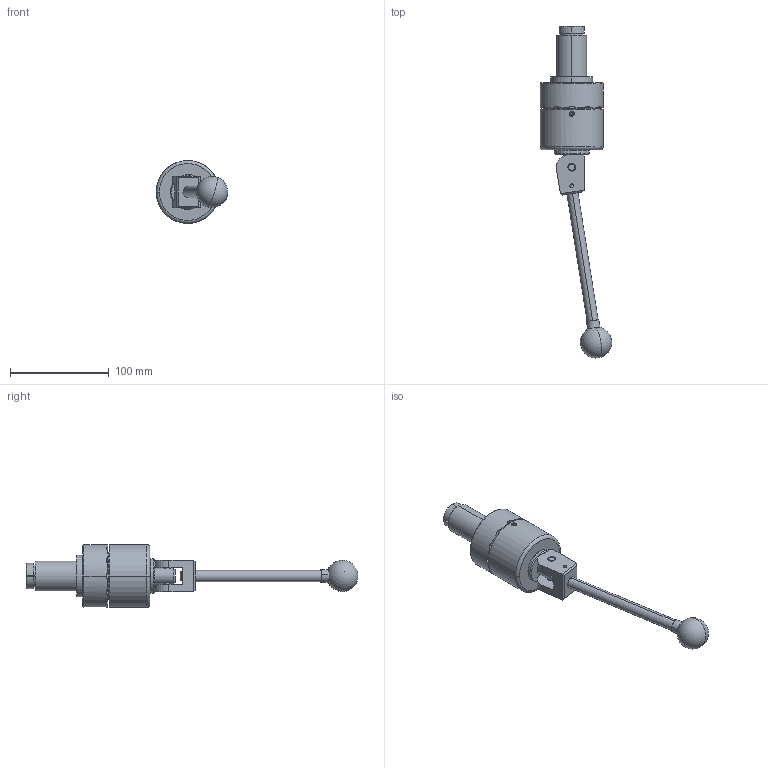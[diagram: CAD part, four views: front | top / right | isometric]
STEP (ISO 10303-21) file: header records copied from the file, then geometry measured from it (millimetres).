
FILE_DESCRIPTION (( 'STEP AP214' ), '1' );
FILE_NAME ('CTSC-003602.STEP', '2025-07-28T17:09:01', ( '' ), ( '' ), 'SwSTEP 2.0', 'SolidWorks 2023', '' );
FILE_SCHEMA (( 'AUTOMOTIVE_DESIGN' ));
Length unit declared in the file: inch
Products named in the file (1): CTSC-003602
Bounding box: 72.13 x 335.59 x 63.5 mm (x, y, z)
Volume: 290832.7 mm3; surface area: 56406.7 mm2
Topology: 7 solids, 7 shells, 246 faces, 600 edges, 375 vertices
Faces by surface type: cylinder 94, plane 91, cone 40, torus 16, bspline 3, sphere 2
Entity records: 11896 total; most frequent: CARTESIAN_POINT 2981, DIRECTION 1193, ORIENTED_EDGE 1182, EDGE_CURVE 591, AXIS2_PLACEMENT_3D 482, VERTEX_POINT 372, EDGE_LOOP 273, UNCERTAINTY_MEASURE_WITH_UNIT 249
